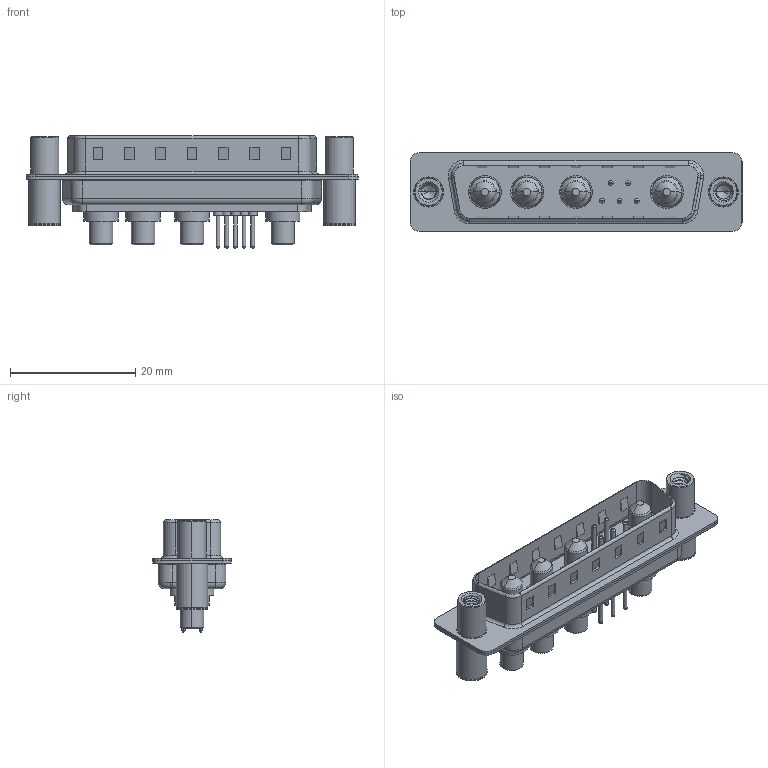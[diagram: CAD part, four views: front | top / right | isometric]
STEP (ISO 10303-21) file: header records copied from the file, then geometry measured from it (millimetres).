
FILE_DESCRIPTION (( 'STEP AP203' ), '1' );
FILE_NAME ('627-9W4-624-4TC.STEP', '2019-05-26T10:26:47', ( '' ), ( '' ), 'SwSTEP 2.0', 'SolidWorks 2016', '' );
FILE_SCHEMA (( 'CONFIG_CONTROL_DESIGN' ));
Length unit declared in the file: millimetre
Products named in the file (9): 627Combo Shell Rear_25 Contacts; 627Combo Shell Front_25 Contacts; 627Combo Threaded Standoff and Board Spacer_C; Power Pin_40A S; 627Combo Threaded Standoff and Board Spacer_4; 627Combo Contact Row 1_24; 627Combo Contact Row 2_24; 627-9W4-624-4TC; 627Combo Housing_9W4
Assembly tree (14 placements, depth 2):
  627-9W4-624-4TC
    627Combo Housing_9W4
    627Combo Shell Rear_25 Contacts
    627Combo Shell Front_25 Contacts
    627Combo Threaded Standoff and Board Spacer_C
    Power Pin_40A S  x4
    627Combo Threaded Standoff and Board Spacer_4
    627Combo Contact Row 1_24  x2
    627Combo Contact Row 2_24  x3
Bounding box: 53 x 12.6 x 17.9 mm (x, y, z)
Volume: 3357.5 mm3; surface area: 7280.9 mm2
Topology: 18 solids, 18 shells, 816 faces, 1913 edges, 1179 vertices
Faces by surface type: cylinder 345, plane 252, torus 142, cone 57, bspline 20
Entity records: 24080 total; most frequent: CARTESIAN_POINT 8297, DIRECTION 3163, ORIENTED_EDGE 3032, EDGE_CURVE 1516, AXIS2_PLACEMENT_3D 1212, VERTEX_POINT 951, LINE 739, VECTOR 739
